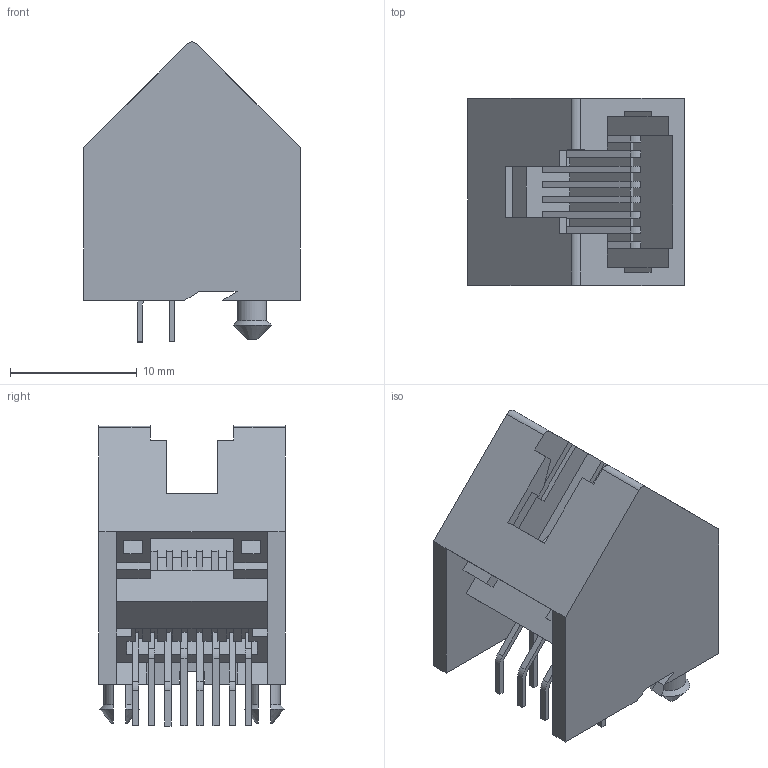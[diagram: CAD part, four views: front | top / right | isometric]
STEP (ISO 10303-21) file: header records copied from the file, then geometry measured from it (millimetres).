
FILE_DESCRIPTION(/* description */ ('Unknown'),/* implementation_level */ '2;1');
FILE_NAME(/* name */ 'J_Wurth_WR-MJ_615008142521',/* time_stamp */ '2025-06-20T17:12:55+08:00',/* author */ ('Unknown'),/* organization */ ('Unknown'),/* preprocessor_version */ 'ST-DEVELOPER v19.4',/* originating_system */ 'Solid Edge',/* authorisation */ 'Unknown');
FILE_SCHEMA (('AUTOMOTIVE_DESIGN {1 0 10303 214 3 1 1}'));
Length unit declared in the file: millimetre
Products named in the file (2): J_Wurth_WR-MJ_615008142521
Assembly tree (1 placements, depth 2):
  J_Wurth_WR-MJ_615008142521
    J_Wurth_WR-MJ_615008142521
Bounding box: 17.11 x 14.75 x 23.7 mm (x, y, z)
Volume: 1745.7 mm3; surface area: 3371.6 mm2
Topology: 10 solids, 10 shells, 436 faces, 1251 edges, 818 vertices
Faces by surface type: plane 390, cylinder 38, cone 8
Entity records: 14214 total; most frequent: CARTESIAN_POINT 2603, ORIENTED_EDGE 2502, DIRECTION 2195, EDGE_CURVE 1251, LINE 1151, VECTOR 1151, VERTEX_POINT 818, AXIS2_PLACEMENT_3D 522
